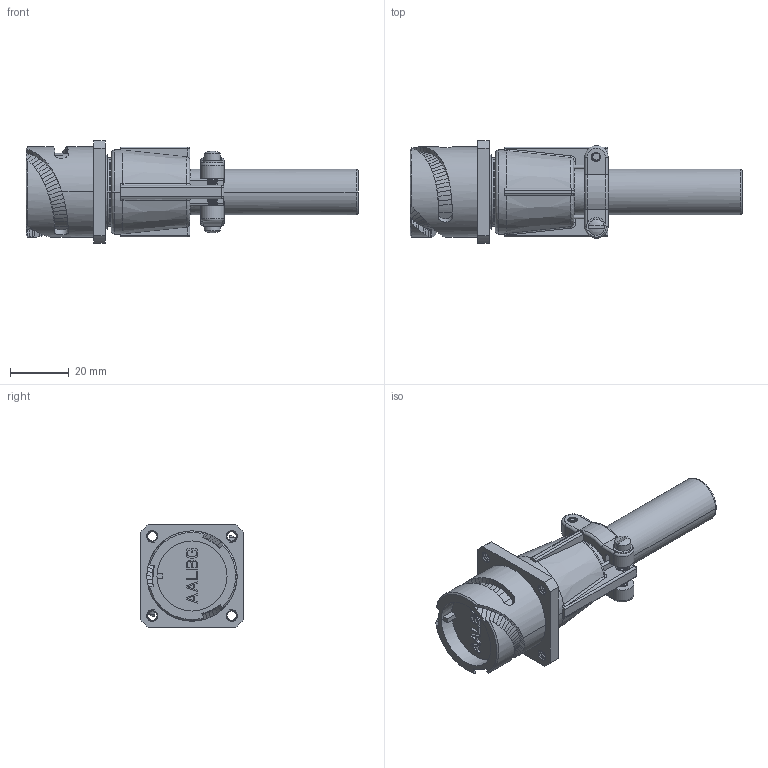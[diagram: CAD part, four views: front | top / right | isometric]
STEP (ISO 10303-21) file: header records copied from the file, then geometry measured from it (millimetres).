
FILE_DESCRIPTION((''),'2;1');
FILE_NAME('VG95234J-18_SW0001','2023-03-06T14:41:00',('paultorloting'),('NET AG system integration'),'CREO PARAMETRIC BY PTC INC, 2021404','CREO PARAMETRIC BY PTC INC, 2021404','');
FILE_SCHEMA(('AUTOMOTIVE_DESIGN { 1 0 10303 214 1 1 1 1 }'));
Length unit declared in the file: millimetre
Products named in the file (1): VG95234J-18_SW0001
Bounding box: 113.31 x 35.05 x 35.05 mm (x, y, z)
Volume: 39791.1 mm3; surface area: 17962.4 mm2
Topology: 1 solids, 1 shells, 987 faces, 2650 edges, 1683 vertices
Faces by surface type: plane 367, bspline 288, cylinder 246, cone 42, torus 36, sphere 8
Entity records: 59036 total; most frequent: CARTESIAN_POINT 31221, ORIENTED_EDGE 5300, DIRECTION 3512, EDGE_CURVE 2650, VERTEX_POINT 1683, VECTOR 1405, LINE 1405, AXIS2_PLACEMENT_3D 1052
